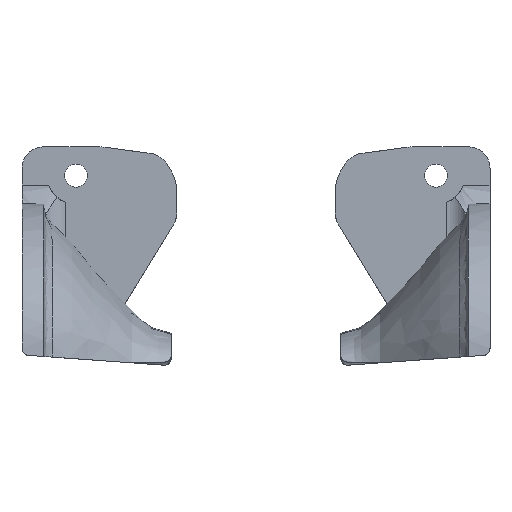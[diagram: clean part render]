
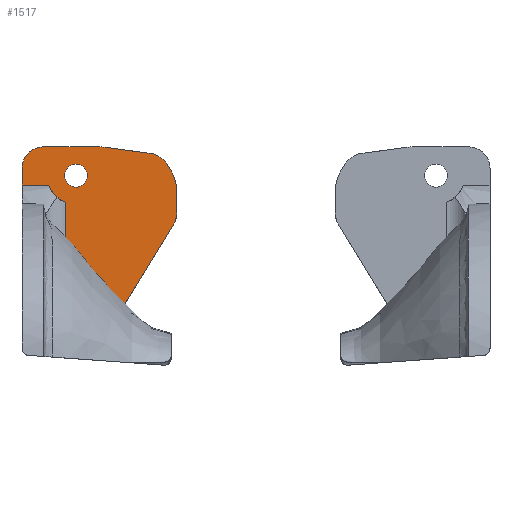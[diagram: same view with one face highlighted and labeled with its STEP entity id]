
A CAD part, front view. The second image highlights one B-rep face of the part: STEP entity #1517.
In plain terms, the highlighted planar face has unit normal (0, -1, 0).
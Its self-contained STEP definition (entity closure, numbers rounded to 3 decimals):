
#49=FACE_BOUND('',#360,.T.);
#58=PLANE('',#1624);
#92=LINE('',#2056,#180);
#95=LINE('',#2068,#183);
#98=LINE('',#2078,#186);
#99=LINE('',#2082,#187);
#100=LINE('',#2095,#188);
#101=LINE('',#2099,#189);
#102=LINE('',#2103,#190);
#180=VECTOR('',#1733,10.);
#183=VECTOR('',#1744,10.);
#186=VECTOR('',#1749,10.);
#187=VECTOR('',#1752,10.);
#188=VECTOR('',#1753,10.);
#189=VECTOR('',#1756,10.);
#190=VECTOR('',#1759,10.);
#271=FACE_OUTER_BOUND('',#359,.T.);
#359=EDGE_LOOP('',(#1018,#1019,#1020,#1021,#1022,#1023,#1024,#1025,#1026,
#1027,#1028,#1029,#1030,#1031,#1032));
#360=EDGE_LOOP('',(#1033));
#447=CIRCLE('',#1617,4.);
#449=CIRCLE('',#1621,6.);
#451=CIRCLE('',#1625,3.);
#452=CIRCLE('',#1626,3.);
#453=CIRCLE('',#1627,6.);
#454=CIRCLE('',#1628,3.1);
#455=CIRCLE('',#1629,1.6);
#492=B_SPLINE_CURVE_WITH_KNOTS('',3,(#2083,#2084,#2085,#2086),
 .UNSPECIFIED.,.F.,.F.,(4,4),(-0.372,0.),
 .UNSPECIFIED.);
#493=B_SPLINE_CURVE_WITH_KNOTS('',3,(#2088,#2089,#2090,#2091,#2092,#2093),
 .UNSPECIFIED.,.F.,.F.,(4,1,1,4),(0.69,1.208,1.553,
1.898),.UNSPECIFIED.);
#597=VERTEX_POINT('',#2026);
#599=VERTEX_POINT('',#2034);
#602=VERTEX_POINT('',#2054);
#603=VERTEX_POINT('',#2058);
#604=VERTEX_POINT('',#2059);
#607=VERTEX_POINT('',#2067);
#610=VERTEX_POINT('',#2077);
#611=VERTEX_POINT('',#2079);
#612=VERTEX_POINT('',#2081);
#613=VERTEX_POINT('',#2087);
#614=VERTEX_POINT('',#2094);
#615=VERTEX_POINT('',#2096);
#616=VERTEX_POINT('',#2098);
#617=VERTEX_POINT('',#2100);
#618=VERTEX_POINT('',#2102);
#619=VERTEX_POINT('',#2105);
#758=EDGE_CURVE('',#599,#597,#447,.T.);
#763=EDGE_CURVE('',#602,#597,#92,.T.);
#764=EDGE_CURVE('',#603,#604,#449,.T.);
#768=EDGE_CURVE('',#607,#604,#95,.F.);
#772=EDGE_CURVE('',#603,#610,#98,.T.);
#773=EDGE_CURVE('',#611,#610,#451,.T.);
#774=EDGE_CURVE('',#611,#612,#99,.T.);
#775=EDGE_CURVE('',#599,#612,#492,.T.);
#776=EDGE_CURVE('',#613,#602,#493,.T.);
#777=EDGE_CURVE('',#613,#614,#100,.T.);
#778=EDGE_CURVE('',#615,#614,#452,.T.);
#779=EDGE_CURVE('',#615,#616,#101,.T.);
#780=EDGE_CURVE('',#617,#616,#453,.T.);
#781=EDGE_CURVE('',#617,#618,#102,.F.);
#782=EDGE_CURVE('',#618,#607,#454,.F.);
#783=EDGE_CURVE('',#619,#619,#455,.T.);
#1018=ORIENTED_EDGE('',*,*,#764,.F.);
#1019=ORIENTED_EDGE('',*,*,#772,.T.);
#1020=ORIENTED_EDGE('',*,*,#773,.F.);
#1021=ORIENTED_EDGE('',*,*,#774,.T.);
#1022=ORIENTED_EDGE('',*,*,#775,.F.);
#1023=ORIENTED_EDGE('',*,*,#758,.T.);
#1024=ORIENTED_EDGE('',*,*,#763,.F.);
#1025=ORIENTED_EDGE('',*,*,#776,.F.);
#1026=ORIENTED_EDGE('',*,*,#777,.T.);
#1027=ORIENTED_EDGE('',*,*,#778,.F.);
#1028=ORIENTED_EDGE('',*,*,#779,.T.);
#1029=ORIENTED_EDGE('',*,*,#780,.F.);
#1030=ORIENTED_EDGE('',*,*,#781,.T.);
#1031=ORIENTED_EDGE('',*,*,#782,.T.);
#1032=ORIENTED_EDGE('',*,*,#768,.T.);
#1033=ORIENTED_EDGE('',*,*,#783,.T.);
#1517=ADVANCED_FACE('',(#271,#49),#58,.T.);
#1617=AXIS2_PLACEMENT_3D('',#2035,#1726,#1727);
#1621=AXIS2_PLACEMENT_3D('',#2060,#1736,#1737);
#1624=AXIS2_PLACEMENT_3D('',#2076,#1747,#1748);
#1625=AXIS2_PLACEMENT_3D('',#2080,#1750,#1751);
#1626=AXIS2_PLACEMENT_3D('',#2097,#1754,#1755);
#1627=AXIS2_PLACEMENT_3D('',#2101,#1757,#1758);
#1628=AXIS2_PLACEMENT_3D('',#2104,#1760,#1761);
#1629=AXIS2_PLACEMENT_3D('',#2106,#1762,#1763);
#1726=DIRECTION('center_axis',(0.,-1.,0.));
#1727=DIRECTION('ref_axis',(1.,0.,0.));
#1733=DIRECTION('',(0.,0.,1.));
#1736=DIRECTION('center_axis',(0.,1.,0.));
#1737=DIRECTION('ref_axis',(0.068,0.,0.998));
#1744=DIRECTION('',(0.991,0.,-0.136));
#1747=DIRECTION('center_axis',(0.,-1.,0.));
#1748=DIRECTION('ref_axis',(1.,0.,0.));
#1749=DIRECTION('',(-1.,0.,0.));
#1750=DIRECTION('center_axis',(0.,1.,0.));
#1751=DIRECTION('ref_axis',(-0.707,0.,0.707));
#1752=DIRECTION('',(0.,0.,-1.));
#1753=DIRECTION('',(0.52,0.,0.854));
#1754=DIRECTION('center_axis',(0.,1.,0.));
#1755=DIRECTION('ref_axis',(0.963,0.,-0.27));
#1756=DIRECTION('',(0.,0.,1.));
#1757=DIRECTION('center_axis',(0.,1.,0.));
#1758=DIRECTION('ref_axis',(0.966,0.,0.259));
#1759=DIRECTION('',(0.5,0.,-0.866));
#1760=DIRECTION('center_axis',(0.,1.,0.));
#1761=DIRECTION('ref_axis',(0.866,0.,0.5));
#1762=DIRECTION('center_axis',(0.,1.,0.));
#1763=DIRECTION('ref_axis',(1.,0.,0.));
#2026=CARTESIAN_POINT('',(-26.5,-15.6,-32.458));
#2034=CARTESIAN_POINT('',(-28.781,-15.6,-30.055));
#2035=CARTESIAN_POINT('Origin',(-25.,-15.6,-28.75));
#2054=CARTESIAN_POINT('',(-26.5,-15.6,-38.66));
#2056=CARTESIAN_POINT('',(-26.5,-15.6,-43.894));
#2058=CARTESIAN_POINT('',(-21.743,-15.6,-24.75));
#2059=CARTESIAN_POINT('',(-20.925,-15.6,-24.806));
#2060=CARTESIAN_POINT('Origin',(-21.743,-15.6,-30.75));
#2067=CARTESIAN_POINT('',(-14.578,-15.6,-25.679));
#2068=CARTESIAN_POINT('',(-17.185,-15.6,-25.32));
#2076=CARTESIAN_POINT('Origin',(-21.75,-15.6,-39.2));
#2077=CARTESIAN_POINT('',(-29.5,-15.6,-24.75));
#2078=CARTESIAN_POINT('',(-32.5,-15.6,-24.75));
#2079=CARTESIAN_POINT('',(-32.5,-15.6,-27.75));
#2080=CARTESIAN_POINT('Origin',(-29.5,-15.6,-27.75));
#2081=CARTESIAN_POINT('',(-32.5,-15.6,-30.055));
#2082=CARTESIAN_POINT('',(-32.5,-15.6,-34.75));
#2083=CARTESIAN_POINT('Ctrl Pts',(-28.781,-15.6,-30.055));
#2084=CARTESIAN_POINT('Ctrl Pts',(-30.021,-15.6,-30.055));
#2085=CARTESIAN_POINT('Ctrl Pts',(-31.26,-15.6,-30.055));
#2086=CARTESIAN_POINT('Ctrl Pts',(-32.5,-15.6,-30.055));
#2087=CARTESIAN_POINT('',(-19.2,-15.6,-48.227));
#2088=CARTESIAN_POINT('Ctrl Pts',(-19.2,-15.6,-48.227));
#2089=CARTESIAN_POINT('Ctrl Pts',(-20.085,-15.6,-46.746));
#2090=CARTESIAN_POINT('Ctrl Pts',(-21.656,-15.6,-44.336));
#2091=CARTESIAN_POINT('Ctrl Pts',(-24.074,-15.6,-41.123));
#2092=CARTESIAN_POINT('Ctrl Pts',(-25.643,-15.6,-39.427));
#2093=CARTESIAN_POINT('Ctrl Pts',(-26.5,-15.6,-38.66));
#2094=CARTESIAN_POINT('',(-11.437,-15.6,-35.468));
#2095=CARTESIAN_POINT('',(-11.,-15.6,-34.75));
#2096=CARTESIAN_POINT('',(-11.,-15.6,-33.909));
#2097=CARTESIAN_POINT('Origin',(-14.,-15.6,-33.909));
#2098=CARTESIAN_POINT('',(-11.,-15.6,-31.086));
#2099=CARTESIAN_POINT('',(-11.,-15.6,-24.75));
#2100=CARTESIAN_POINT('',(-11.804,-15.6,-28.086));
#2101=CARTESIAN_POINT('Origin',(-17.,-15.6,-31.086));
#2102=CARTESIAN_POINT('',(-12.315,-15.6,-27.2));
#2103=CARTESIAN_POINT('',(-10.455,-15.6,-30.421));
#2104=CARTESIAN_POINT('Origin',(-15.,-15.6,-28.75));
#2105=CARTESIAN_POINT('',(-26.6,-15.6,-28.75));
#2106=CARTESIAN_POINT('Origin',(-25.,-15.6,-28.75));
